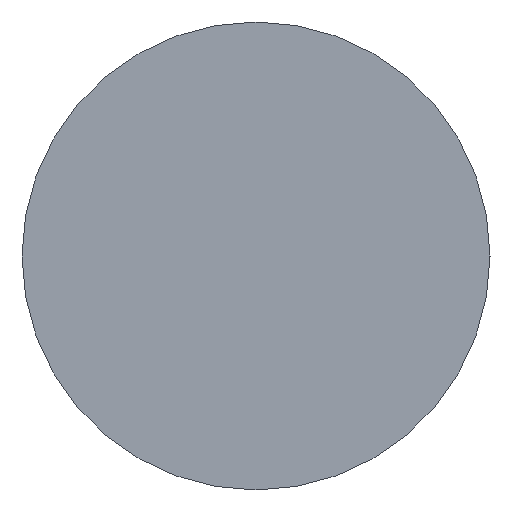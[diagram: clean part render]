
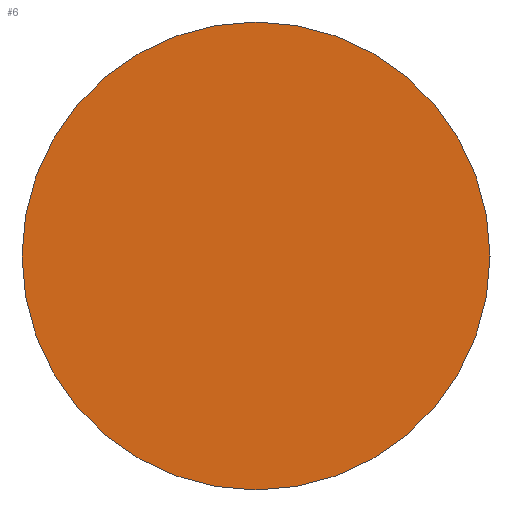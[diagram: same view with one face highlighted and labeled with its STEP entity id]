
A CAD part, left-side view. The second image highlights one B-rep face of the part: STEP entity #6.
In plain terms, the highlighted planar face has unit normal (-1, 0, 0).
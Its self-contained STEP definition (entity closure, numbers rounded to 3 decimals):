
#5 = DIRECTION ( 'NONE',  ( 1., 0., 0. ) ) ;
#6 = ADVANCED_FACE ( 'NONE', ( #29 ), #84, .F. ) ;
#17 = EDGE_CURVE ( 'NONE', #169, #71, #19, .T. ) ;
#19 = CIRCLE ( 'NONE', #43, 12.7 ) ;
#22 = CIRCLE ( 'NONE', #35, 12.7 ) ;
#29 = FACE_OUTER_BOUND ( 'NONE', #139, .T. ) ;
#35 = AXIS2_PLACEMENT_3D ( 'NONE', #151, #120, #136 ) ;
#43 = AXIS2_PLACEMENT_3D ( 'NONE', #117, #128, #158 ) ;
#47 = DIRECTION ( 'NONE',  ( 0., 0., -1. ) ) ;
#65 = AXIS2_PLACEMENT_3D ( 'NONE', #155, #5, #47 ) ;
#71 = VERTEX_POINT ( 'NONE', #163 ) ;
#84 = PLANE ( 'NONE',  #65 ) ;
#92 = CARTESIAN_POINT ( 'NONE',  ( 115.774, 65.234, 12.7 ) ) ;
#100 = ORIENTED_EDGE ( 'NONE', *, *, #17, .T. ) ;
#117 = CARTESIAN_POINT ( 'NONE',  ( 115.774, 65.234, 0. ) ) ;
#118 = EDGE_CURVE ( 'NONE', #71, #169, #22, .T. ) ;
#120 = DIRECTION ( 'NONE',  ( -1., 0., 0. ) ) ;
#128 = DIRECTION ( 'NONE',  ( -1., 0., 0. ) ) ;
#136 = DIRECTION ( 'NONE',  ( 0., 0., 1. ) ) ;
#139 = EDGE_LOOP ( 'NONE', ( #100, #181 ) ) ;
#151 = CARTESIAN_POINT ( 'NONE',  ( 115.774, 65.234, 0. ) ) ;
#155 = CARTESIAN_POINT ( 'NONE',  ( 115.774, 65.234, 0. ) ) ;
#158 = DIRECTION ( 'NONE',  ( 0., 0., 1. ) ) ;
#163 = CARTESIAN_POINT ( 'NONE',  ( 115.774, 65.234, -12.7 ) ) ;
#169 = VERTEX_POINT ( 'NONE', #92 ) ;
#181 = ORIENTED_EDGE ( 'NONE', *, *, #118, .T. ) ;
